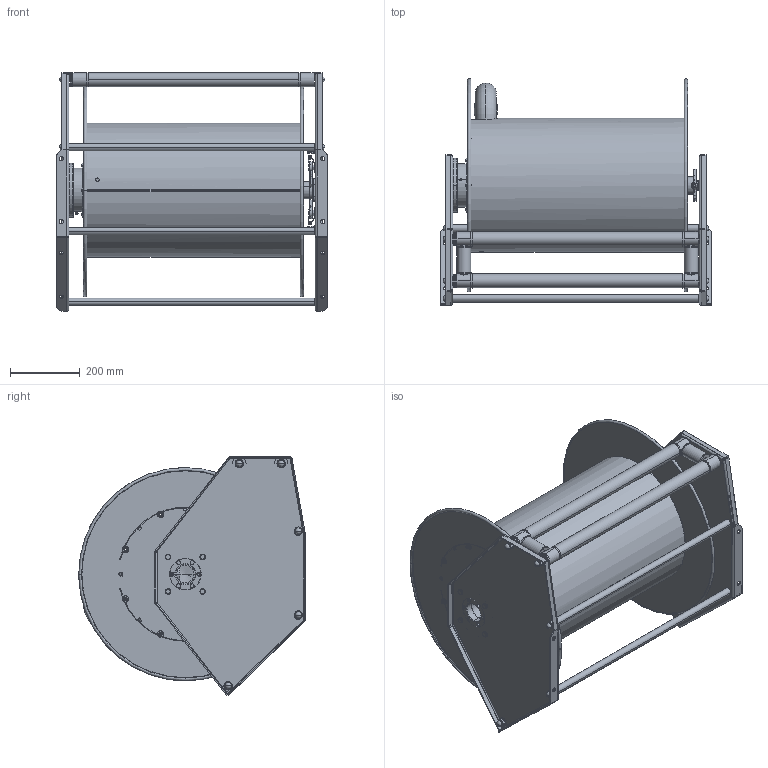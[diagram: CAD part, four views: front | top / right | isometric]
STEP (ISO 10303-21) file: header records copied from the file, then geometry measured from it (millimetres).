
FILE_DESCRIPTION((''),'2;1');
FILE_NAME('520_025_A_ASM','2018-03-15T',('CAD-01'),('CDM'),'PRO/ENGINEER BY PARAMETRIC TECHNOLOGY CORPORATION, 2015030','PRO/ENGINEER BY PARAMETRIC TECHNOLOGY CORPORATION, 2015030','');
FILE_SCHEMA(('CONFIG_CONTROL_DESIGN'));
Length unit declared in the file: millimetre
Products named in the file (1): 520_025_A_ASM
Bounding box: 774.5 x 648 x 683.43 mm (x, y, z)
Surface area: 4331938.2 mm2 (no closed solid volume)
Topology: 0 solids, 215 shells, 1170 faces, 3991 edges, 2903 vertices
Faces by surface type: plane 538, cone 298, cylinder 223, bspline 53, torus 34, sphere 24
Entity records: 65646 total; most frequent: CARTESIAN_POINT 22851, DIRECTION 6802, ORIENTED_EDGE 5784, EDGE_CURVE 3963, VERTEX_POINT 2903, AXIS2_PLACEMENT_3D 2779, CIRCLE 1661, FILL_AREA_STYLE_COLOUR 1516
